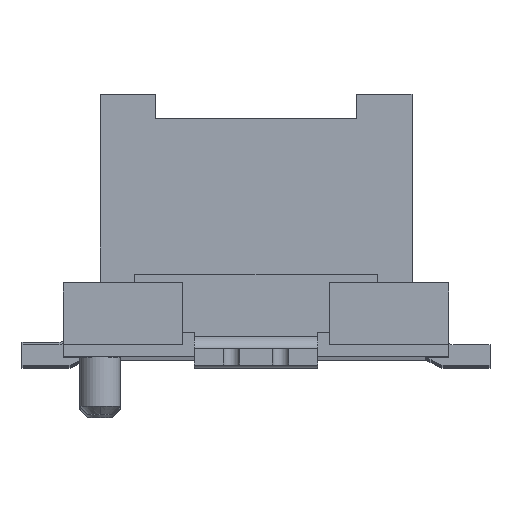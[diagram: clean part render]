
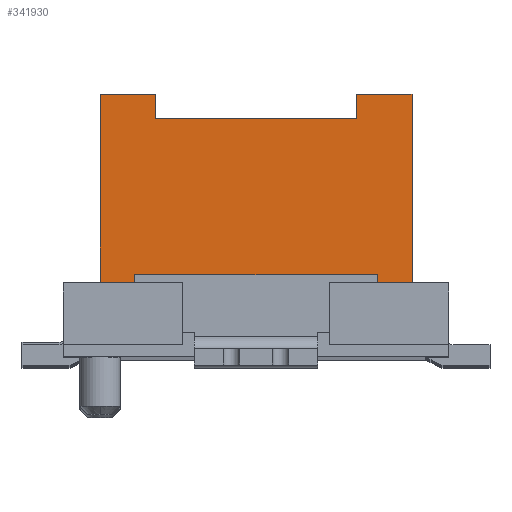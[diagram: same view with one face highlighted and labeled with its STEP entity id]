
A CAD part, top view. The second image highlights one B-rep face of the part: STEP entity #341930.
In plain terms, the highlighted planar face has unit normal (0, 0, 1).
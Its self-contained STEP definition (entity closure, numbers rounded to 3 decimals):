
#2450=CARTESIAN_POINT('',(-2.709,0.838,1.125));
#2460=VERTEX_POINT('',#2450);
#2490=CARTESIAN_POINT('',(0.,0.838,1.125));
#2500=DIRECTION('',(1.,0.,0.));
#2510=VECTOR('',#2500,1.);
#2520=LINE('',#2490,#2510);
#2530=CARTESIAN_POINT('',(1.091,0.838,1.125));
#2540=VERTEX_POINT('',#2530);
#2550=EDGE_CURVE('',#2460,#2540,#2520,.T.);
#341310=CARTESIAN_POINT('',(-2.804,0.78,1.125));
#341320=DIRECTION('',(0.,0.,1.));
#341330=DIRECTION('',(1.,0.,0.));
#341340=AXIS2_PLACEMENT_3D('',#341310,#341320,#341330);
#341350=PLANE('',#341340);
#341360=CARTESIAN_POINT('',(-2.709,-3.,1.125));
#341370=DIRECTION('',(0.,1.,0.));
#341380=VECTOR('',#341370,1.);
#341390=LINE('',#341360,#341380);
#341400=CARTESIAN_POINT('',(-2.709,3.138,1.125));
#341410=VERTEX_POINT('',#341400);
#341420=EDGE_CURVE('',#2460,#341410,#341390,.T.);
#341430=ORIENTED_EDGE('',*,*,#341420,.F.);
#341440=CARTESIAN_POINT('',(0.,3.138,1.125));
#341450=DIRECTION('',(-1.,0.,0.));
#341460=VECTOR('',#341450,1.);
#341470=LINE('',#341440,#341460);
#341480=CARTESIAN_POINT('',(-2.039,3.138,1.125));
#341490=VERTEX_POINT('',#341480);
#341500=EDGE_CURVE('',#341490,#341410,#341470,.T.);
#341510=ORIENTED_EDGE('',*,*,#341500,.T.);
#341520=CARTESIAN_POINT('',(-2.039,-3.,1.125));
#341530=DIRECTION('',(0.,1.,0.));
#341540=VECTOR('',#341530,1.);
#341550=LINE('',#341520,#341540);
#341560=CARTESIAN_POINT('',(-2.039,2.838,1.125));
#341570=VERTEX_POINT('',#341560);
#341580=EDGE_CURVE('',#341570,#341490,#341550,.T.);
#341590=ORIENTED_EDGE('',*,*,#341580,.T.);
#341600=CARTESIAN_POINT('',(0.,2.838,1.125));
#341610=DIRECTION('',(1.,0.,0.));
#341620=VECTOR('',#341610,1.);
#341630=LINE('',#341600,#341620);
#341640=CARTESIAN_POINT('',(0.421,2.838,1.125));
#341650=VERTEX_POINT('',#341640);
#341660=EDGE_CURVE('',#341570,#341650,#341630,.T.);
#341670=ORIENTED_EDGE('',*,*,#341660,.F.);
#341680=CARTESIAN_POINT('',(0.421,-3.,1.125));
#341690=DIRECTION('',(0.,1.,0.));
#341700=VECTOR('',#341690,1.);
#341710=LINE('',#341680,#341700);
#341720=CARTESIAN_POINT('',(0.421,3.138,1.125));
#341730=VERTEX_POINT('',#341720);
#341740=EDGE_CURVE('',#341650,#341730,#341710,.T.);
#341750=ORIENTED_EDGE('',*,*,#341740,.F.);
#341760=CARTESIAN_POINT('',(0.,3.138,1.125));
#341770=DIRECTION('',(1.,0.,0.));
#341780=VECTOR('',#341770,1.);
#341790=LINE('',#341760,#341780);
#341800=CARTESIAN_POINT('',(1.091,3.138,1.125));
#341810=VERTEX_POINT('',#341800);
#341820=EDGE_CURVE('',#341730,#341810,#341790,.T.);
#341830=ORIENTED_EDGE('',*,*,#341820,.F.);
#341840=CARTESIAN_POINT('',(1.091,-3.,1.125));
#341850=DIRECTION('',(0.,1.,0.));
#341860=VECTOR('',#341850,1.);
#341870=LINE('',#341840,#341860);
#341880=EDGE_CURVE('',#2540,#341810,#341870,.T.);
#341890=ORIENTED_EDGE('',*,*,#341880,.T.);
#341900=ORIENTED_EDGE('',*,*,#2550,.T.);
#341910=EDGE_LOOP('',(#341900,#341890,#341830,#341750,#341670,#341590,
#341510,#341430));
#341920=FACE_OUTER_BOUND('',#341910,.T.);
#341930=ADVANCED_FACE('',(#341920),#341350,.T.);
